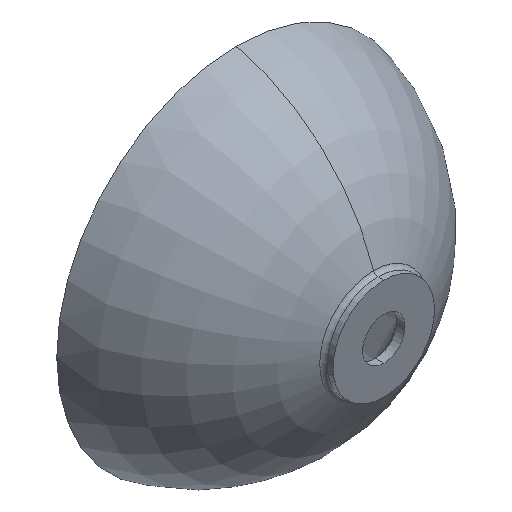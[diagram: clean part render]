
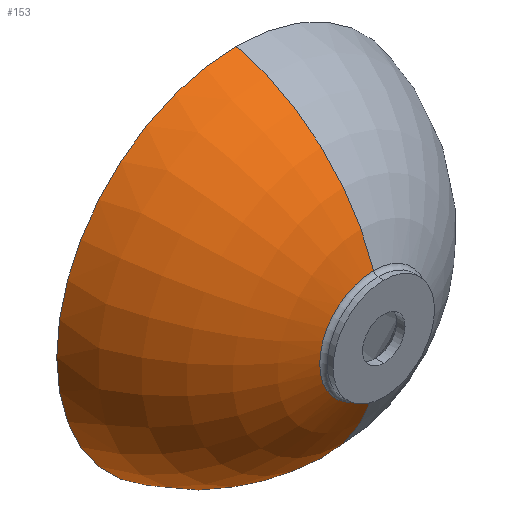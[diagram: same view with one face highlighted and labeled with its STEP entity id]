
A CAD part, isometric view. The second image highlights one B-rep face of the part: STEP entity #153.
In plain terms, the highlighted toroidal (fillet/blend) face has major radius 6.448 mm and minor radius 207.015 mm.
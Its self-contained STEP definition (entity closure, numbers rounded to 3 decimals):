
#10 = EDGE_CURVE ( 'NONE', #448, #210, #238, .T. ) ;
#13 = FACE_OUTER_BOUND ( 'NONE', #297, .T. ) ;
#25 = DIRECTION ( 'NONE',  ( -1., 0., 0. ) ) ;
#30 = VERTEX_POINT ( 'NONE', #140 ) ;
#48 = DIRECTION ( 'NONE',  ( 0., -1., 0. ) ) ;
#114 = EDGE_CURVE ( 'NONE', #448, #405, #339, .T. ) ;
#118 = AXIS2_PLACEMENT_3D ( 'NONE', #267, #271, #313 ) ;
#125 = EDGE_CURVE ( 'NONE', #210, #30, #234, .T. ) ;
#139 = AXIS2_PLACEMENT_3D ( 'NONE', #197, #367, #411 ) ;
#140 = CARTESIAN_POINT ( 'NONE',  ( 0., 11.1, -58.433 ) ) ;
#150 = AXIS2_PLACEMENT_3D ( 'NONE', #217, #25, #443 ) ;
#152 = CARTESIAN_POINT ( 'NONE',  ( 0., 160., 195. ) ) ;
#153 = ADVANCED_FACE ( 'NONE', ( #13 ), #315, .T. ) ;
#160 = CARTESIAN_POINT ( 'NONE',  ( 0., 11.1, 58.433 ) ) ;
#188 = AXIS2_PLACEMENT_3D ( 'NONE', #226, #48, #325 ) ;
#193 = CIRCLE ( 'NONE', #139, 58.433 ) ;
#197 = CARTESIAN_POINT ( 'NONE',  ( 0., 11.1, 0. ) ) ;
#201 = ORIENTED_EDGE ( 'NONE', *, *, #125, .T. ) ;
#210 = VERTEX_POINT ( 'NONE', #395 ) ;
#217 = CARTESIAN_POINT ( 'NONE',  ( 0., 207.685, 6.448 ) ) ;
#226 = CARTESIAN_POINT ( 'NONE',  ( 0., 207.685, 0. ) ) ;
#234 = CIRCLE ( 'NONE', #150, 207.015 ) ;
#238 = CIRCLE ( 'NONE', #118, 195. ) ;
#249 = ORIENTED_EDGE ( 'NONE', *, *, #276, .F. ) ;
#267 = CARTESIAN_POINT ( 'NONE',  ( 0., 160., 0. ) ) ;
#271 = DIRECTION ( 'NONE',  ( 0., -1., 0. ) ) ;
#276 = EDGE_CURVE ( 'NONE', #405, #30, #193, .T. ) ;
#289 = ORIENTED_EDGE ( 'NONE', *, *, #10, .T. ) ;
#292 = DIRECTION ( 'NONE',  ( 0., 0., -1. ) ) ;
#297 = EDGE_LOOP ( 'NONE', ( #343, #289, #201, #249 ) ) ;
#313 = DIRECTION ( 'NONE',  ( 0., 0., -1. ) ) ;
#315 = TOROIDAL_SURFACE ( 'NONE', #188, -6.448, 207.015 ) ;
#325 = DIRECTION ( 'NONE',  ( 0., 0., -1. ) ) ;
#339 = CIRCLE ( 'NONE', #432, 207.015 ) ;
#343 = ORIENTED_EDGE ( 'NONE', *, *, #114, .F. ) ;
#367 = DIRECTION ( 'NONE',  ( 0., -1., 0. ) ) ;
#373 = CARTESIAN_POINT ( 'NONE',  ( 0., 207.685, -6.448 ) ) ;
#395 = CARTESIAN_POINT ( 'NONE',  ( 0., 160., -195. ) ) ;
#405 = VERTEX_POINT ( 'NONE', #160 ) ;
#411 = DIRECTION ( 'NONE',  ( 0., 0., -1. ) ) ;
#432 = AXIS2_PLACEMENT_3D ( 'NONE', #373, #433, #292 ) ;
#433 = DIRECTION ( 'NONE',  ( 1., 0., 0. ) ) ;
#443 = DIRECTION ( 'NONE',  ( 0., 0., 1. ) ) ;
#448 = VERTEX_POINT ( 'NONE', #152 ) ;
